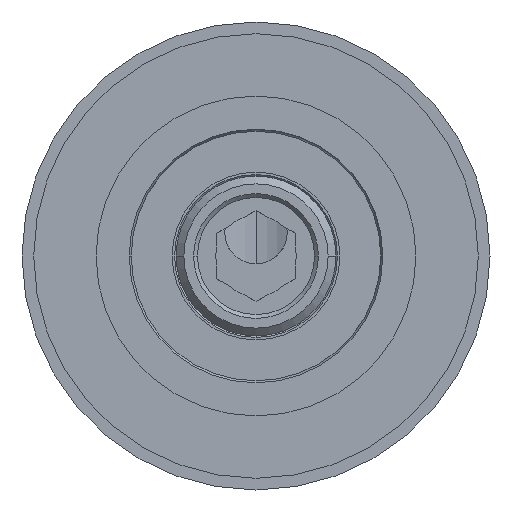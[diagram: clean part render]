
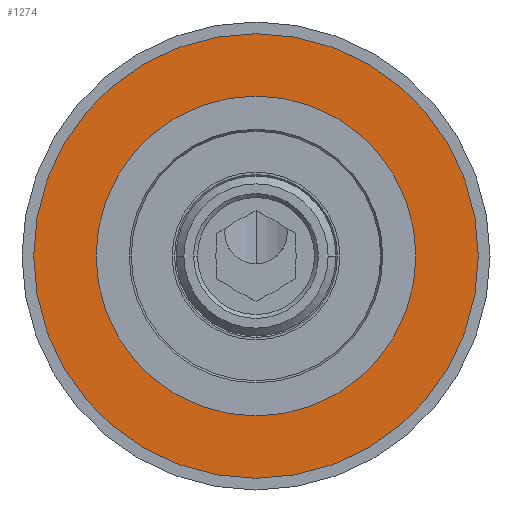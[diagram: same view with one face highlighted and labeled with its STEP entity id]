
A CAD part, front view. The second image highlights one B-rep face of the part: STEP entity #1274.
In plain terms, the highlighted face is planar.
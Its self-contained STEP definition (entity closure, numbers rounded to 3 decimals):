
#977=CARTESIAN_POINT('',(0.,0.,-8.));
#978=DIRECTION('',(0.,0.,1.));
#979=DIRECTION('',(-1.,0.,0.));
#980=AXIS2_PLACEMENT_3D('',#977,#978,#979);
#982=CARTESIAN_POINT('',(0.,0.,-8.));
#983=DIRECTION('',(0.,0.,-1.));
#984=DIRECTION('',(-1.,0.,0.));
#985=AXIS2_PLACEMENT_3D('',#982,#983,#984);
#987=CARTESIAN_POINT('',(0.,0.,-8.));
#988=DIRECTION('',(0.,0.,-1.));
#989=DIRECTION('',(-1.,0.,0.));
#990=AXIS2_PLACEMENT_3D('',#987,#988,#989);
#1000=CARTESIAN_POINT('',(0.,0.,-8.));
#1001=DIRECTION('',(0.,0.,1.));
#1002=DIRECTION('',(-1.,0.,0.));
#1003=AXIS2_PLACEMENT_3D('',#1000,#1001,#1002);
#1158=CARTESIAN_POINT('',(-28.5,0.,-8.));
#1160=VERTEX_POINT('',#1158);
#1161=CARTESIAN_POINT('',(-20.5,0.,-8.));
#1163=VERTEX_POINT('',#1161);
#1174=CARTESIAN_POINT('',(28.5,0.,-8.));
#1176=VERTEX_POINT('',#1174);
#1177=CARTESIAN_POINT('',(20.5,0.,-8.));
#1179=VERTEX_POINT('',#1177);
#1259=CARTESIAN_POINT('',(0.,0.,-8.));
#1260=DIRECTION('',(0.,0.,-1.));
#1261=DIRECTION('',(1.,0.,0.));
#1262=AXIS2_PLACEMENT_3D('',#1259,#1260,#1261);
#1263=PLANE('',#1262);
#1264=ORIENTED_EDGE('',*,*,#1252,.F.);
#1265=ORIENTED_EDGE('',*,*,#1241,.T.);
#1266=EDGE_LOOP('',(#1264,#1265));
#1267=FACE_OUTER_BOUND('',#1266,.F.);
#1269=ORIENTED_EDGE('',*,*,#1268,.F.);
#1271=ORIENTED_EDGE('',*,*,#1270,.T.);
#1272=EDGE_LOOP('',(#1269,#1271));
#1273=FACE_BOUND('',#1272,.F.);
#981=CIRCLE('',#980,28.5);
#986=CIRCLE('',#985,28.5);
#991=CIRCLE('',#990,20.5);
#1004=CIRCLE('',#1003,20.5);
#1241=EDGE_CURVE('',#1160,#1176,#986,.T.);
#1252=EDGE_CURVE('',#1160,#1176,#981,.T.);
#1268=EDGE_CURVE('',#1163,#1179,#991,.T.);
#1270=EDGE_CURVE('',#1163,#1179,#1004,.T.);
#1274=ADVANCED_FACE('',(#1267,#1273),#1263,.F.);
